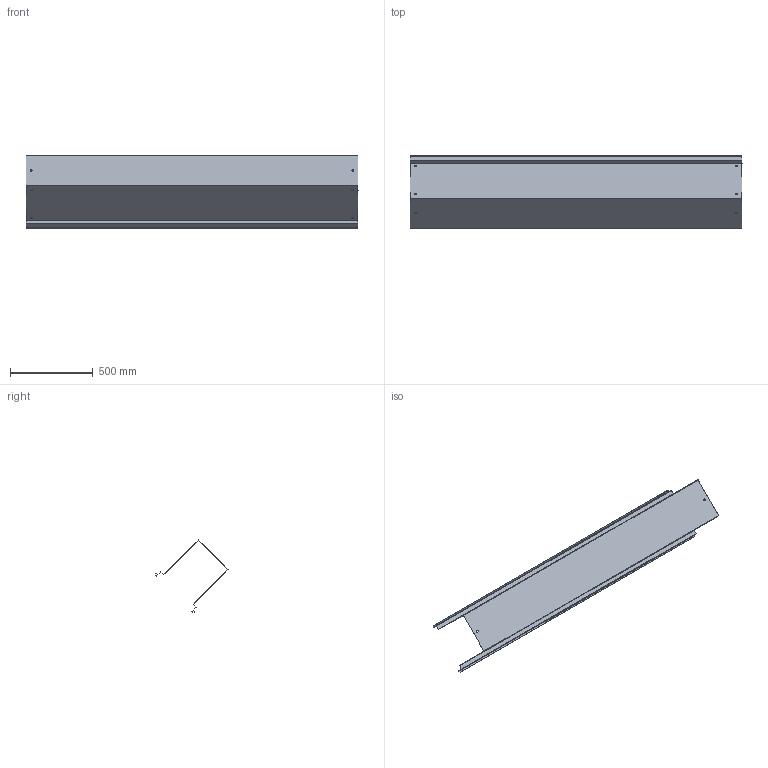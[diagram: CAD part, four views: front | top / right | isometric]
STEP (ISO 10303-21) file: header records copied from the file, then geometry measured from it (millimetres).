
FILE_DESCRIPTION(/* description */ (''),/* implementation_level */ '2;1');
FILE_NAME(/* name */ '4009003015678-Verlorene Schalung Typ300 2m.stp',/* time_stamp */ '2015-11-19T07:06:23+01:00',/* author */ ('dpurucker'),/* organization */ (''),/* preprocessor_version */ 'ST-DEVELOPER v15.6',/* originating_system */ 'Autodesk Inventor 2015',/* authorisation */ '');
FILE_SCHEMA (('AUTOMOTIVE_DESIGN { 1 0 10303 214 3 1 1 }'));
Length unit declared in the file: millimetre
Products named in the file (1): Verlorene Schalung 2m
Bounding box: 2000 x 433.79 x 433.79 mm (x, y, z)
Volume: 1986136.1 mm3; surface area: 3978665.2 mm2
Topology: 1 solids, 1 shells, 110 faces, 260 edges, 152 vertices
Faces by surface type: plane 74, cylinder 36
Entity records: 3148 total; most frequent: DIRECTION 554, CARTESIAN_POINT 523, ORIENTED_EDGE 520, EDGE_CURVE 260, LINE 188, VECTOR 188, AXIS2_PLACEMENT_3D 183, VERTEX_POINT 152
